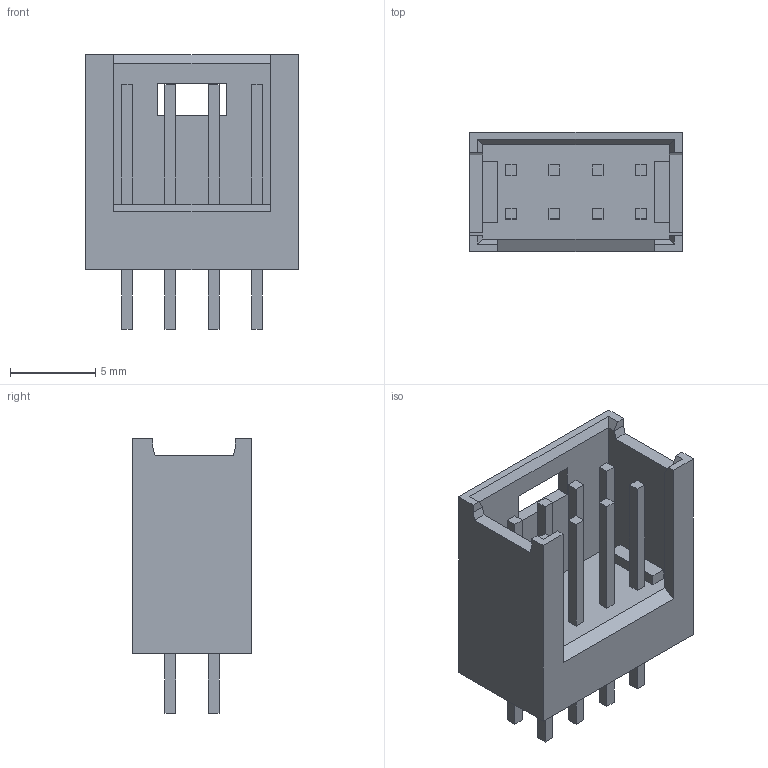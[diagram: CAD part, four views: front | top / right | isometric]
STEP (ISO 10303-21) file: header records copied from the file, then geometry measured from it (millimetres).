
FILE_DESCRIPTION((''),'2;1');
FILE_NAME('C-280384-1','2013-06-26T',('workeradm'),('Tyco Electronics Ltd.'),'PRO/ENGINEER BY PARAMETRIC TECHNOLOGY CORPORATION, 2011490','PRO/ENGINEER BY PARAMETRIC TECHNOLOGY CORPORATION, 2011490','');
FILE_SCHEMA(('AUTOMOTIVE_DESIGN { 1 0 10303 214 1 1 1 1 }'));
Length unit declared in the file: millimetre
Products named in the file (1): C-280384-1
Bounding box: 12.45 x 7 x 16.1 mm (x, y, z)
Volume: 514.5 mm3; surface area: 1004.8 mm2
Topology: 1 solids, 1 shells, 125 faces, 313 edges, 206 vertices
Faces by surface type: plane 125
Entity records: 4021 total; most frequent: CARTESIAN_POINT 646, ORIENTED_EDGE 626, DIRECTION 563, VECTOR 313, LINE 313, EDGE_CURVE 313, VERTEX_POINT 206, EDGE_LOOP 143
